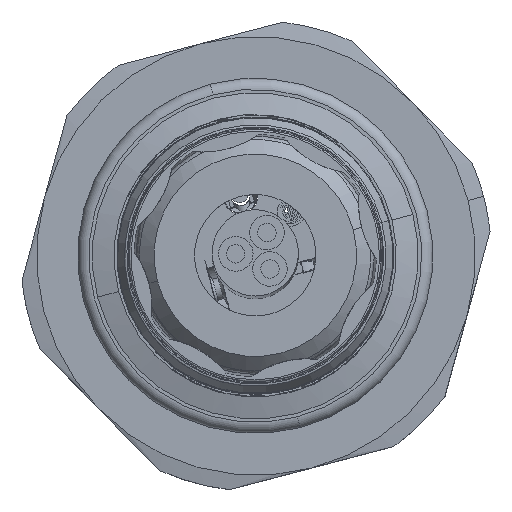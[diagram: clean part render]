
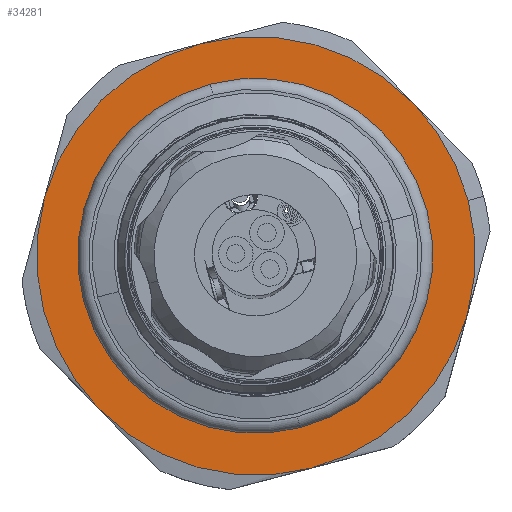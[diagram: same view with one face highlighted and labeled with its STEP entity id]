
A CAD part, top view. The second image highlights one B-rep face of the part: STEP entity #34281.
In plain terms, the highlighted planar face has unit normal (0, 0, 1).
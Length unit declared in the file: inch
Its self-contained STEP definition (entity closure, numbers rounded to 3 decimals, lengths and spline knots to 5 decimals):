
#87 = CARTESIAN_POINT ( 'NONE',  ( 1.55919, 1.88334, 1.63642 ) ) ;
#421 = EDGE_CURVE ( 'NONE', #36964, #31729, #32606, .T. ) ;
#502 = CIRCLE ( 'NONE', #42130, 1.219 ) ;
#616 = CARTESIAN_POINT ( 'NONE',  ( 2.426, 2.74043, 1.63642 ) ) ;
#1763 = EDGE_CURVE ( 'NONE', #36762, #45405, #23968, .T. ) ;
#3344 = CARTESIAN_POINT ( 'NONE',  ( 2.73485, 1.5612, 1.63642 ) ) ;
#3979 = DIRECTION ( 'NONE',  ( 0.967, 0.253, 0. ) ) ;
#4222 = CARTESIAN_POINT ( 'NONE',  ( 2.73485, 1.5612, 1.63642 ) ) ;
#4863 = DIRECTION ( 'NONE',  ( 0., 0., 1. ) ) ;
#6966 = AXIS2_PLACEMENT_3D ( 'NONE', #37474, #14995, #9685 ) ;
#7271 = CIRCLE ( 'NONE', #40388, 1.219 ) ;
#9212 = EDGE_CURVE ( 'NONE', #25098, #36964, #17450, .T. ) ;
#9476 = CARTESIAN_POINT ( 'NONE',  ( 2.73485, 1.5612, 1.63642 ) ) ;
#9685 = DIRECTION ( 'NONE',  ( 0.967, 0.253, 0. ) ) ;
#10799 = AXIS2_PLACEMENT_3D ( 'NONE', #3344, #21422, #39522 ) ;
#11151 = VERTEX_POINT ( 'NONE', #15829 ) ;
#11157 = EDGE_CURVE ( 'NONE', #31729, #39408, #7271, .T. ) ;
#11356 = CARTESIAN_POINT ( 'NONE',  ( 2.73485, 1.5612, 1.63642 ) ) ;
#11834 = EDGE_CURVE ( 'NONE', #45405, #36762, #20575, .T. ) ;
#13033 = ORIENTED_EDGE ( 'NONE', *, *, #53697, .T. ) ;
#13431 = DIRECTION ( 'NONE',  ( -0.967, -0.253, 0. ) ) ;
#13561 = ORIENTED_EDGE ( 'NONE', *, *, #56990, .T. ) ;
#13783 = CARTESIAN_POINT ( 'NONE',  ( 2.73485, 1.5612, 1.63642 ) ) ;
#13951 = AXIS2_PLACEMENT_3D ( 'NONE', #9476, #51145, #41145 ) ;
#14037 = DIRECTION ( 'NONE',  ( 0.967, 0.253, 0. ) ) ;
#14536 = CIRCLE ( 'NONE', #6966, 1.219 ) ;
#14601 = DIRECTION ( 'NONE',  ( 0., 0., 1. ) ) ;
#14995 = DIRECTION ( 'NONE',  ( 0., 0., 1. ) ) ;
#15233 = VERTEX_POINT ( 'NONE', #87 ) ;
#15607 = FACE_BOUND ( 'NONE', #58450, .T. ) ;
#15829 = CARTESIAN_POINT ( 'NONE',  ( 1.86804, 0.70412, 1.63642 ) ) ;
#16288 = EDGE_CURVE ( 'NONE', #15233, #11151, #31936, .T. ) ;
#16739 = DIRECTION ( 'NONE',  ( 0., 0., 1. ) ) ;
#17073 = DIRECTION ( 'NONE',  ( 0., 0., 1. ) ) ;
#17450 = CIRCLE ( 'NONE', #10799, 1.219 ) ;
#17512 = AXIS2_PLACEMENT_3D ( 'NONE', #30624, #16739, #48642 ) ;
#19710 = CARTESIAN_POINT ( 'NONE',  ( 1.82069, 1.32177, 1.63642 ) ) ;
#19723 = PLANE ( 'NONE',  #38787 ) ;
#20575 = CIRCLE ( 'NONE', #55545, 0.945 ) ;
#20894 = FACE_OUTER_BOUND ( 'NONE', #42993, .T. ) ;
#21422 = DIRECTION ( 'NONE',  ( 0., 0., 1. ) ) ;
#21788 = DIRECTION ( 'NONE',  ( 0.967, 0.253, 0. ) ) ;
#22296 = DIRECTION ( 'NONE',  ( 0., 0., -1. ) ) ;
#23065 = ORIENTED_EDGE ( 'NONE', *, *, #16288, .T. ) ;
#23968 = CIRCLE ( 'NONE', #27810, 0.945 ) ;
#24987 = DIRECTION ( 'NONE',  ( 0., 0., 1. ) ) ;
#25098 = VERTEX_POINT ( 'NONE', #44475 ) ;
#27071 = DIRECTION ( 'NONE',  ( -0.967, -0.253, 0. ) ) ;
#27810 = AXIS2_PLACEMENT_3D ( 'NONE', #4222, #22296, #27071 ) ;
#28237 = CARTESIAN_POINT ( 'NONE',  ( 2.73485, 1.5612, 1.63642 ) ) ;
#29445 = DIRECTION ( 'NONE',  ( 0.967, 0.253, 0. ) ) ;
#29656 = ORIENTED_EDGE ( 'NONE', *, *, #9212, .T. ) ;
#30624 = CARTESIAN_POINT ( 'NONE',  ( 2.73485, 1.5612, 1.63642 ) ) ;
#30745 = CARTESIAN_POINT ( 'NONE',  ( 3.64902, 1.80063, 1.63642 ) ) ;
#31729 = VERTEX_POINT ( 'NONE', #45467 ) ;
#31936 = CIRCLE ( 'NONE', #13951, 1.219 ) ;
#32606 = CIRCLE ( 'NONE', #48707, 1.219 ) ;
#33194 = ORIENTED_EDGE ( 'NONE', *, *, #421, .T. ) ;
#33429 = CARTESIAN_POINT ( 'NONE',  ( 3.04371, 0.38198, 1.63642 ) ) ;
#33967 = VERTEX_POINT ( 'NONE', #33429 ) ;
#34281 = ADVANCED_FACE ( 'NONE', ( #15607, #20894 ), #19723, .T. ) ;
#35129 = ORIENTED_EDGE ( 'NONE', *, *, #11834, .T. ) ;
#36762 = VERTEX_POINT ( 'NONE', #30745 ) ;
#36964 = VERTEX_POINT ( 'NONE', #44832 ) ;
#37474 = CARTESIAN_POINT ( 'NONE',  ( 2.73485, 1.5612, 1.63642 ) ) ;
#38787 = AXIS2_PLACEMENT_3D ( 'NONE', #43979, #17073, #3979 ) ;
#39408 = VERTEX_POINT ( 'NONE', #616 ) ;
#39522 = DIRECTION ( 'NONE',  ( 0.967, 0.253, 0. ) ) ;
#40388 = AXIS2_PLACEMENT_3D ( 'NONE', #11356, #24987, #29445 ) ;
#41145 = DIRECTION ( 'NONE',  ( 0.967, 0.253, 0. ) ) ;
#42130 = AXIS2_PLACEMENT_3D ( 'NONE', #13783, #4863, #21788 ) ;
#42993 = EDGE_LOOP ( 'NONE', ( #29656, #33194, #46455, #13561, #23065, #49155, #13033 ) ) ;
#43979 = CARTESIAN_POINT ( 'NONE',  ( 1.69605, 1.70393, 1.63642 ) ) ;
#44475 = CARTESIAN_POINT ( 'NONE',  ( 3.91052, 1.23907, 1.63642 ) ) ;
#44832 = CARTESIAN_POINT ( 'NONE',  ( 3.91408, 1.87006, 1.63642 ) ) ;
#45405 = VERTEX_POINT ( 'NONE', #19710 ) ;
#45467 = CARTESIAN_POINT ( 'NONE',  ( 3.60167, 2.41829, 1.63642 ) ) ;
#46455 = ORIENTED_EDGE ( 'NONE', *, *, #11157, .T. ) ;
#48642 = DIRECTION ( 'NONE',  ( 0.967, 0.253, 0. ) ) ;
#48707 = AXIS2_PLACEMENT_3D ( 'NONE', #50100, #14601, #14037 ) ;
#49155 = ORIENTED_EDGE ( 'NONE', *, *, #58474, .T. ) ;
#50100 = CARTESIAN_POINT ( 'NONE',  ( 2.73485, 1.5612, 1.63642 ) ) ;
#51145 = DIRECTION ( 'NONE',  ( 0., 0., 1. ) ) ;
#51543 = CIRCLE ( 'NONE', #17512, 1.219 ) ;
#53697 = EDGE_CURVE ( 'NONE', #33967, #25098, #51543, .T. ) ;
#53982 = DIRECTION ( 'NONE',  ( 0., 0., -1. ) ) ;
#55545 = AXIS2_PLACEMENT_3D ( 'NONE', #28237, #53982, #13431 ) ;
#56386 = ORIENTED_EDGE ( 'NONE', *, *, #1763, .T. ) ;
#56990 = EDGE_CURVE ( 'NONE', #39408, #15233, #14536, .T. ) ;
#58450 = EDGE_LOOP ( 'NONE', ( #56386, #35129 ) ) ;
#58474 = EDGE_CURVE ( 'NONE', #11151, #33967, #502, .T. ) ;
